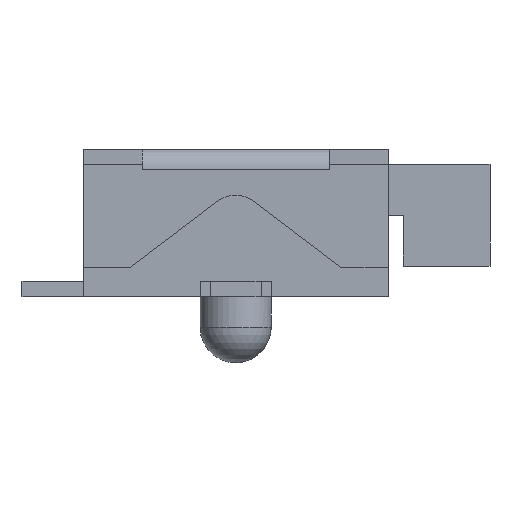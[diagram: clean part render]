
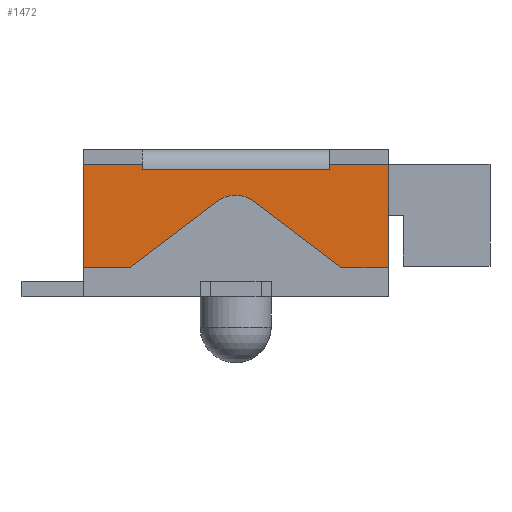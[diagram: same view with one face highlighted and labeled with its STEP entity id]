
A CAD part, left-side view. The second image highlights one B-rep face of the part: STEP entity #1472.
In plain terms, the highlighted planar face has unit normal (-1, 0, 0).
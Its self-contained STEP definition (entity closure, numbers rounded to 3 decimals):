
#1035=CARTESIAN_POINT('',(-4.95,-1.5,-0.442));
#1036=VERTEX_POINT('',#1035);
#1037=CARTESIAN_POINT('',(-4.95,-1.5,0.575));
#1038=VERTEX_POINT('',#1037);
#1039=CARTESIAN_POINT('',(-4.95,-1.5,-0.442));
#1040=DIRECTION('',(0.,0.,1.));
#1041=VECTOR('',#1040,1.017);
#1042=LINE('',#1039,#1041);
#1043=EDGE_CURVE('',#1036,#1038,#1042,.T.);
#1231=CARTESIAN_POINT('',(-4.95,1.5,0.575));
#1232=VERTEX_POINT('',#1231);
#1239=CARTESIAN_POINT('',(-4.95,0.92,0.575));
#1240=VERTEX_POINT('',#1239);
#1241=CARTESIAN_POINT('',(-4.95,1.5,0.575));
#1242=DIRECTION('',(-0.,-1.,0.));
#1243=VECTOR('',#1242,0.58);
#1244=LINE('',#1241,#1243);
#1245=EDGE_CURVE('',#1232,#1240,#1244,.T.);
#1261=CARTESIAN_POINT('',(-4.95,-0.92,0.575));
#1262=VERTEX_POINT('',#1261);
#1263=CARTESIAN_POINT('',(-4.95,-0.92,0.575));
#1264=DIRECTION('',(-0.,-1.,0.));
#1265=VECTOR('',#1264,0.58);
#1266=LINE('',#1263,#1265);
#1267=EDGE_CURVE('',#1262,#1038,#1266,.T.);
#1381=CARTESIAN_POINT('',(-4.95,0.92,0.525));
#1382=VERTEX_POINT('',#1381);
#1391=CARTESIAN_POINT('',(-4.95,0.92,0.525));
#1392=DIRECTION('',(0.,0.,1.));
#1393=VECTOR('',#1392,0.05);
#1394=LINE('',#1391,#1393);
#1395=EDGE_CURVE('',#1382,#1240,#1394,.T.);
#1400=CARTESIAN_POINT('',(-4.95,1.5,-0.725));
#1401=DIRECTION('',(-1.,0.,0.));
#1402=DIRECTION('',(0.,-1.,0.));
#1403=AXIS2_PLACEMENT_3D('',#1400,#1401,#1402);
#1404=PLANE('',#1403);
#1405=ORIENTED_EDGE('',*,*,#1395,.T.);
#1406=ORIENTED_EDGE('',*,*,#1245,.F.);
#1407=CARTESIAN_POINT('',(-4.95,1.5,-0.442));
#1408=VERTEX_POINT('',#1407);
#1409=CARTESIAN_POINT('',(-4.95,1.5,-0.442));
#1410=DIRECTION('',(0.,0.,1.));
#1411=VECTOR('',#1410,1.017);
#1412=LINE('',#1409,#1411);
#1413=EDGE_CURVE('',#1408,#1232,#1412,.T.);
#1414=ORIENTED_EDGE('',*,*,#1413,.F.);
#1415=CARTESIAN_POINT('',(-4.95,1.043,-0.442));
#1416=VERTEX_POINT('',#1415);
#1417=CARTESIAN_POINT('',(-4.95,1.5,-0.442));
#1418=DIRECTION('',(0.,-1.,0.));
#1419=VECTOR('',#1418,0.457);
#1420=LINE('',#1417,#1419);
#1421=EDGE_CURVE('',#1408,#1416,#1420,.T.);
#1422=ORIENTED_EDGE('',*,*,#1421,.T.);
#1423=CARTESIAN_POINT('',(-4.95,0.177,0.214));
#1424=VERTEX_POINT('',#1423);
#1425=CARTESIAN_POINT('',(-4.95,0.177,0.214));
#1426=DIRECTION('',(0.,0.797,-0.604));
#1427=VECTOR('',#1426,1.087);
#1428=LINE('',#1425,#1427);
#1429=EDGE_CURVE('',#1424,#1416,#1428,.T.);
#1430=ORIENTED_EDGE('',*,*,#1429,.F.);
#1431=CARTESIAN_POINT('',(-4.95,-0.177,0.214));
#1432=VERTEX_POINT('',#1431);
#1433=CARTESIAN_POINT('',(-4.95,-0.,-0.019));
#1434=DIRECTION('',(-1.,0.,0.));
#1435=DIRECTION('',(0.,-1.,0.));
#1436=AXIS2_PLACEMENT_3D('',#1433,#1434,#1435);
#1437=CIRCLE('',#1436,0.292);
#1438=EDGE_CURVE('',#1432,#1424,#1437,.T.);
#1439=ORIENTED_EDGE('',*,*,#1438,.F.);
#1440=CARTESIAN_POINT('',(-4.95,-1.043,-0.442));
#1441=VERTEX_POINT('',#1440);
#1442=CARTESIAN_POINT('',(-4.95,-1.043,-0.442));
#1443=DIRECTION('',(0.,0.797,0.604));
#1444=VECTOR('',#1443,1.087);
#1445=LINE('',#1442,#1444);
#1446=EDGE_CURVE('',#1441,#1432,#1445,.T.);
#1447=ORIENTED_EDGE('',*,*,#1446,.F.);
#1448=CARTESIAN_POINT('',(-4.95,-1.5,-0.442));
#1449=DIRECTION('',(0.,1.,-0.));
#1450=VECTOR('',#1449,0.457);
#1451=LINE('',#1448,#1450);
#1452=EDGE_CURVE('',#1036,#1441,#1451,.T.);
#1453=ORIENTED_EDGE('',*,*,#1452,.F.);
#1454=ORIENTED_EDGE('',*,*,#1043,.T.);
#1455=ORIENTED_EDGE('',*,*,#1267,.F.);
#1456=CARTESIAN_POINT('',(-4.95,-0.92,0.525));
#1457=VERTEX_POINT('',#1456);
#1458=CARTESIAN_POINT('',(-4.95,-0.92,0.525));
#1459=DIRECTION('',(0.,0.,1.));
#1460=VECTOR('',#1459,0.05);
#1461=LINE('',#1458,#1460);
#1462=EDGE_CURVE('',#1457,#1262,#1461,.T.);
#1463=ORIENTED_EDGE('',*,*,#1462,.F.);
#1464=CARTESIAN_POINT('',(-4.95,0.92,0.525));
#1465=DIRECTION('',(0.,-1.,0.));
#1466=VECTOR('',#1465,1.84);
#1467=LINE('',#1464,#1466);
#1468=EDGE_CURVE('',#1382,#1457,#1467,.T.);
#1469=ORIENTED_EDGE('',*,*,#1468,.F.);
#1470=EDGE_LOOP('',(#1405,#1406,#1414,#1422,#1430,#1439,#1447,#1453,#1454,#1455,#1463,#1469));
#1471=FACE_BOUND('',#1470,.T.);
#1472=ADVANCED_FACE('',(#1471),#1404,.T.);
